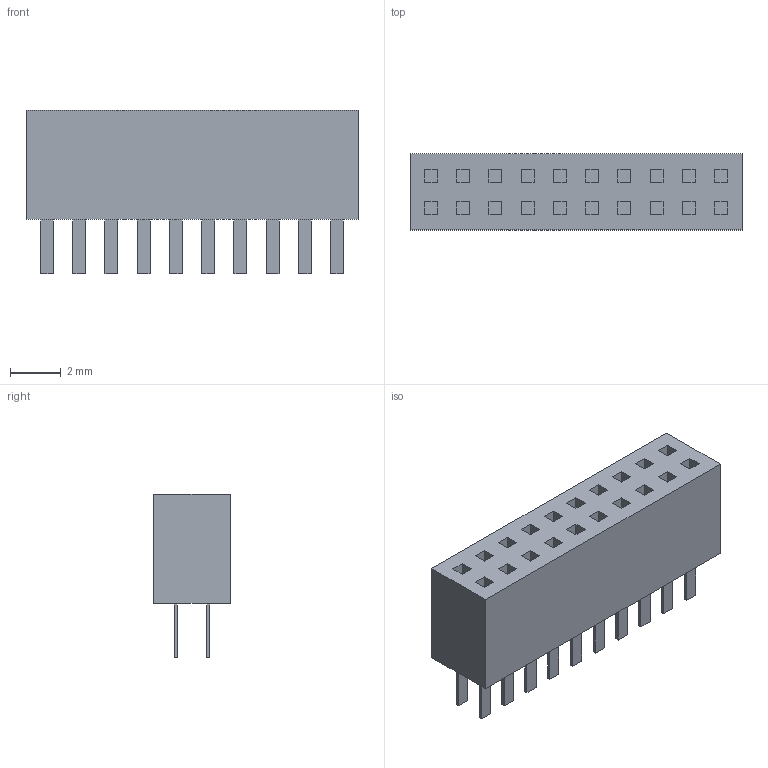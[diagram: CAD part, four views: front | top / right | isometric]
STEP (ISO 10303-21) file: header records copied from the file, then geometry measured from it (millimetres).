
FILE_DESCRIPTION(/* description */ (''),/* implementation_level */ '2;1');
FILE_NAME(/* name */ 'HDR_2x10_Female_TH_1.27mm.step',/* time_stamp */ '2019-07-11T11:20:45-07:00',/* author */ (''),/* organization */ (''),/* preprocessor_version */ 'ST-DEVELOPER v18',/* originating_system */ 'Autodesk Translation Framework v8.2.0.1029',/* authorisation */ '');
FILE_SCHEMA (('AUTOMOTIVE_DESIGN { 1 0 10303 214 3 1 1 }'));
Length unit declared in the file: millimetre
Products named in the file (3): 2x10 Female Header 1.27mm TH; _SFML-140-01-L-D_terminal; _C-40-01-D_pins
Assembly tree (2 placements, depth 2):
  2x10 Female Header 1.27mm TH
    _SFML-140-01-L-D_terminal
    _C-40-01-D_pins
Bounding box: 13.08 x 3 x 6.45 mm (x, y, z)
Surface area: 927.5 mm2
Topology: 4 solids, 4 shells, 420 faces, 1008 edges, 672 vertices
Faces by surface type: plane 420
Entity records: 12409 total; most frequent: CARTESIAN_POINT 2105, ORIENTED_EDGE 2016, DIRECTION 1858, LINE 1008, VECTOR 1008, EDGE_CURVE 1008, VERTEX_POINT 672, EDGE_LOOP 496
